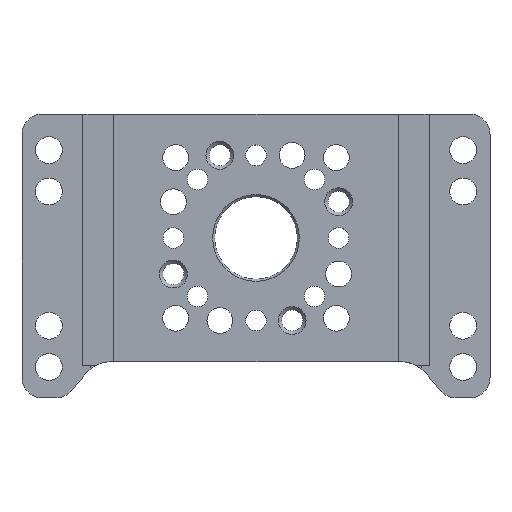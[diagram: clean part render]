
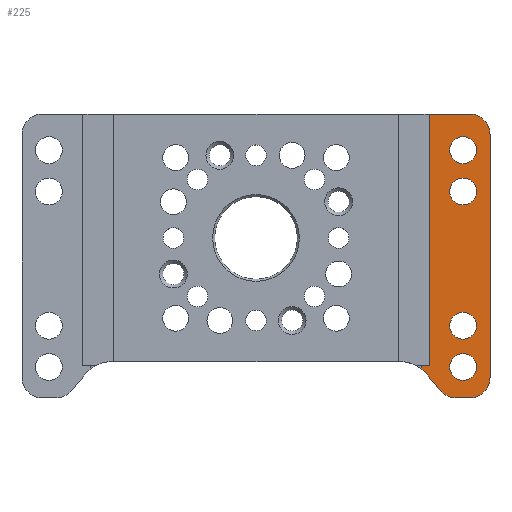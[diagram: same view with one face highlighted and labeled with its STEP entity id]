
A CAD part, top view. The second image highlights one B-rep face of the part: STEP entity #225.
In plain terms, the highlighted planar face has unit normal (0, 0, 1).
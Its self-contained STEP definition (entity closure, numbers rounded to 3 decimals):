
#100=FACE_BOUND('',#549,.T.);
#101=FACE_BOUND('',#550,.T.);
#102=FACE_BOUND('',#551,.T.);
#103=FACE_BOUND('',#552,.T.);
#104=FACE_BOUND('',#553,.T.);
#129=PLANE('',#2354);
#225=ADVANCED_FACE('',(#100,#101,#102,#103,#104),#129,.T.);
#549=EDGE_LOOP('',(#1296,#1297,#1298,#1299,#1300,#1301,#1302,#1303,#1304,
#1305,#1306));
#550=EDGE_LOOP('',(#1307,#1308));
#551=EDGE_LOOP('',(#1309,#1310));
#552=EDGE_LOOP('',(#1311,#1312));
#553=EDGE_LOOP('',(#1313,#1314));
#692=LINE('',#3506,#842);
#695=LINE('',#3515,#845);
#697=LINE('',#3519,#847);
#700=LINE('',#3529,#850);
#701=LINE('',#3532,#851);
#702=LINE('',#3534,#852);
#703=LINE('',#3535,#853);
#842=VECTOR('',#2881,1.);
#845=VECTOR('',#2892,1.);
#847=VECTOR('',#2896,1.);
#850=VECTOR('',#2907,1.);
#851=VECTOR('',#2908,1.);
#852=VECTOR('',#2909,1.);
#853=VECTOR('',#2910,1.);
#1296=ORIENTED_EDGE('',*,*,#1930,.T.);
#1297=ORIENTED_EDGE('',*,*,#1931,.T.);
#1298=ORIENTED_EDGE('',*,*,#1932,.T.);
#1299=ORIENTED_EDGE('',*,*,#1927,.T.);
#1300=ORIENTED_EDGE('',*,*,#1925,.F.);
#1301=ORIENTED_EDGE('',*,*,#1913,.F.);
#1302=ORIENTED_EDGE('',*,*,#1918,.F.);
#1303=ORIENTED_EDGE('',*,*,#1920,.F.);
#1304=ORIENTED_EDGE('',*,*,#1923,.F.);
#1305=ORIENTED_EDGE('',*,*,#1909,.F.);
#1306=ORIENTED_EDGE('',*,*,#1933,.T.);
#1307=ORIENTED_EDGE('',*,*,#1906,.F.);
#1308=ORIENTED_EDGE('',*,*,#1903,.F.);
#1309=ORIENTED_EDGE('',*,*,#1900,.F.);
#1310=ORIENTED_EDGE('',*,*,#1897,.F.);
#1311=ORIENTED_EDGE('',*,*,#1894,.F.);
#1312=ORIENTED_EDGE('',*,*,#1892,.F.);
#1313=ORIENTED_EDGE('',*,*,#1888,.F.);
#1314=ORIENTED_EDGE('',*,*,#1886,.F.);
#1630=VERTEX_POINT('',#3440);
#1631=VERTEX_POINT('',#3442);
#1634=VERTEX_POINT('',#3452);
#1635=VERTEX_POINT('',#3454);
#1636=VERTEX_POINT('',#3461);
#1638=VERTEX_POINT('',#3464);
#1640=VERTEX_POINT('',#3473);
#1642=VERTEX_POINT('',#3476);
#1645=VERTEX_POINT('',#3486);
#1646=VERTEX_POINT('',#3488);
#1649=VERTEX_POINT('',#3495);
#1650=VERTEX_POINT('',#3497);
#1653=VERTEX_POINT('',#3505);
#1655=VERTEX_POINT('',#3510);
#1657=VERTEX_POINT('',#3520);
#1658=VERTEX_POINT('',#3524);
#1660=VERTEX_POINT('',#3530);
#1661=VERTEX_POINT('',#3531);
#1662=VERTEX_POINT('',#3533);
#1886=EDGE_CURVE('',#1630,#1631,#2109,.T.);
#1888=EDGE_CURVE('',#1631,#1630,#2110,.T.);
#1892=EDGE_CURVE('',#1634,#1635,#2113,.T.);
#1894=EDGE_CURVE('',#1635,#1634,#2114,.T.);
#1897=EDGE_CURVE('',#1636,#1638,#2116,.T.);
#1900=EDGE_CURVE('',#1638,#1636,#2118,.T.);
#1903=EDGE_CURVE('',#1640,#1642,#2120,.T.);
#1906=EDGE_CURVE('',#1642,#1640,#2122,.T.);
#1909=EDGE_CURVE('',#1645,#1646,#2124,.T.);
#1913=EDGE_CURVE('',#1649,#1650,#2126,.T.);
#1918=EDGE_CURVE('',#1653,#1649,#692,.T.);
#1920=EDGE_CURVE('',#1655,#1653,#2128,.T.);
#1923=EDGE_CURVE('',#1646,#1655,#695,.T.);
#1925=EDGE_CURVE('',#1650,#1657,#697,.T.);
#1927=EDGE_CURVE('',#1658,#1657,#2130,.T.);
#1930=EDGE_CURVE('',#1660,#1661,#700,.T.);
#1931=EDGE_CURVE('',#1661,#1662,#701,.T.);
#1932=EDGE_CURVE('',#1662,#1658,#702,.T.);
#1933=EDGE_CURVE('',#1645,#1660,#703,.T.);
#2109=CIRCLE('',#2316,1.3);
#2110=CIRCLE('',#2318,1.3);
#2113=CIRCLE('',#2322,1.3);
#2114=CIRCLE('',#2324,1.3);
#2116=CIRCLE('',#2327,1.3);
#2118=CIRCLE('',#2330,1.3);
#2120=CIRCLE('',#2333,1.3);
#2122=CIRCLE('',#2336,1.3);
#2124=CIRCLE('',#2339,2.);
#2126=CIRCLE('',#2342,2.);
#2128=CIRCLE('',#2346,2.);
#2130=CIRCLE('',#2351,3.);
#2316=AXIS2_PLACEMENT_3D('',#3441,#2810,#2811);
#2318=AXIS2_PLACEMENT_3D('',#3445,#2815,#2816);
#2322=AXIS2_PLACEMENT_3D('',#3453,#2824,#2825);
#2324=AXIS2_PLACEMENT_3D('',#3457,#2829,#2830);
#2327=AXIS2_PLACEMENT_3D('',#3463,#2836,#2837);
#2330=AXIS2_PLACEMENT_3D('',#3469,#2843,#2844);
#2333=AXIS2_PLACEMENT_3D('',#3475,#2850,#2851);
#2336=AXIS2_PLACEMENT_3D('',#3481,#2857,#2858);
#2339=AXIS2_PLACEMENT_3D('',#3487,#2864,#2865);
#2342=AXIS2_PLACEMENT_3D('',#3496,#2872,#2873);
#2346=AXIS2_PLACEMENT_3D('',#3511,#2885,#2886);
#2351=AXIS2_PLACEMENT_3D('',#3523,#2900,#2901);
#2354=AXIS2_PLACEMENT_3D('',#3536,#2911,#2912);
#2810=DIRECTION('',(0.,0.,1.));
#2811=DIRECTION('',(0.,-1.,0.));
#2815=DIRECTION('',(0.,0.,1.));
#2816=DIRECTION('',(0.,1.,0.));
#2824=DIRECTION('',(0.,0.,1.));
#2825=DIRECTION('',(0.,-1.,0.));
#2829=DIRECTION('',(0.,0.,1.));
#2830=DIRECTION('',(0.,1.,0.));
#2836=DIRECTION('',(0.,0.,1.));
#2837=DIRECTION('',(0.,-1.,0.));
#2843=DIRECTION('',(0.,0.,1.));
#2844=DIRECTION('',(0.,1.,0.));
#2850=DIRECTION('',(0.,0.,1.));
#2851=DIRECTION('',(0.,-1.,0.));
#2857=DIRECTION('',(0.,0.,1.));
#2858=DIRECTION('',(0.,1.,0.));
#2864=DIRECTION('',(0.,0.,-1.));
#2865=DIRECTION('',(0.,1.,0.));
#2872=DIRECTION('',(0.,0.,-1.));
#2873=DIRECTION('',(0.,-1.,0.));
#2881=DIRECTION('',(-1.,0.,0.));
#2885=DIRECTION('',(0.,0.,-1.));
#2886=DIRECTION('',(1.,0.,0.));
#2892=DIRECTION('',(0.,-1.,0.));
#2896=DIRECTION('',(-0.643,0.766,0.));
#2900=DIRECTION('',(0.,0.,-1.));
#2901=DIRECTION('',(0.645,0.764,0.));
#2907=DIRECTION('',(0.,-1.,0.));
#2908=DIRECTION('',(-1.,0.,0.));
#2909=DIRECTION('',(0.,-1.,0.));
#2910=DIRECTION('',(-1.,0.,0.));
#2911=DIRECTION('',(0.,0.,1.));
#2912=DIRECTION('',(1.,0.,0.));
#3440=CARTESIAN_POINT('',(-39.274,-242.8,1.5));
#3441=CARTESIAN_POINT('',(-39.274,-241.5,1.5));
#3442=CARTESIAN_POINT('',(-39.274,-240.2,1.5));
#3445=CARTESIAN_POINT('',(-39.274,-241.5,1.5));
#3452=CARTESIAN_POINT('',(-39.274,-225.8,1.5));
#3453=CARTESIAN_POINT('',(-39.274,-224.5,1.5));
#3454=CARTESIAN_POINT('',(-39.274,-223.2,1.5));
#3457=CARTESIAN_POINT('',(-39.274,-224.5,1.5));
#3461=CARTESIAN_POINT('',(-39.274,-246.8,1.5));
#3463=CARTESIAN_POINT('',(-39.274,-245.5,1.5));
#3464=CARTESIAN_POINT('',(-39.274,-244.2,1.5));
#3469=CARTESIAN_POINT('',(-39.274,-245.5,1.5));
#3473=CARTESIAN_POINT('',(-39.274,-229.8,1.5));
#3475=CARTESIAN_POINT('',(-39.274,-228.5,1.5));
#3476=CARTESIAN_POINT('',(-39.274,-227.2,1.5));
#3481=CARTESIAN_POINT('',(-39.274,-228.5,1.5));
#3486=CARTESIAN_POINT('',(-38.674,-221.,1.5));
#3487=CARTESIAN_POINT('',(-38.674,-223.,1.5));
#3488=CARTESIAN_POINT('',(-36.674,-223.,1.5));
#3495=CARTESIAN_POINT('',(-39.94,-248.5,1.5));
#3496=CARTESIAN_POINT('',(-39.94,-246.5,1.5));
#3497=CARTESIAN_POINT('',(-41.472,-247.786,1.5));
#3505=CARTESIAN_POINT('',(-38.674,-248.5,1.5));
#3506=CARTESIAN_POINT('',(-38.674,-248.5,1.5));
#3510=CARTESIAN_POINT('',(-36.674,-246.5,1.5));
#3511=CARTESIAN_POINT('',(-38.674,-246.5,1.5));
#3515=CARTESIAN_POINT('',(-36.674,-223.,1.5));
#3519=CARTESIAN_POINT('',(-41.472,-247.786,1.5));
#3520=CARTESIAN_POINT('',(-42.91,-246.072,1.5));
#3523=CARTESIAN_POINT('',(-45.208,-248.,1.5));
#3524=CARTESIAN_POINT('',(-43.274,-245.707,1.5));
#3529=CARTESIAN_POINT('',(-42.556,-221.,1.5));
#3530=CARTESIAN_POINT('',(-42.556,-221.,1.5));
#3531=CARTESIAN_POINT('',(-42.556,-245.367,1.5));
#3532=CARTESIAN_POINT('',(-42.556,-245.367,1.5));
#3533=CARTESIAN_POINT('',(-43.274,-245.367,1.5));
#3534=CARTESIAN_POINT('',(-43.274,-221.,1.5));
#3535=CARTESIAN_POINT('',(-38.674,-221.,1.5));
#3536=CARTESIAN_POINT('',(-36.674,-221.,1.5));
